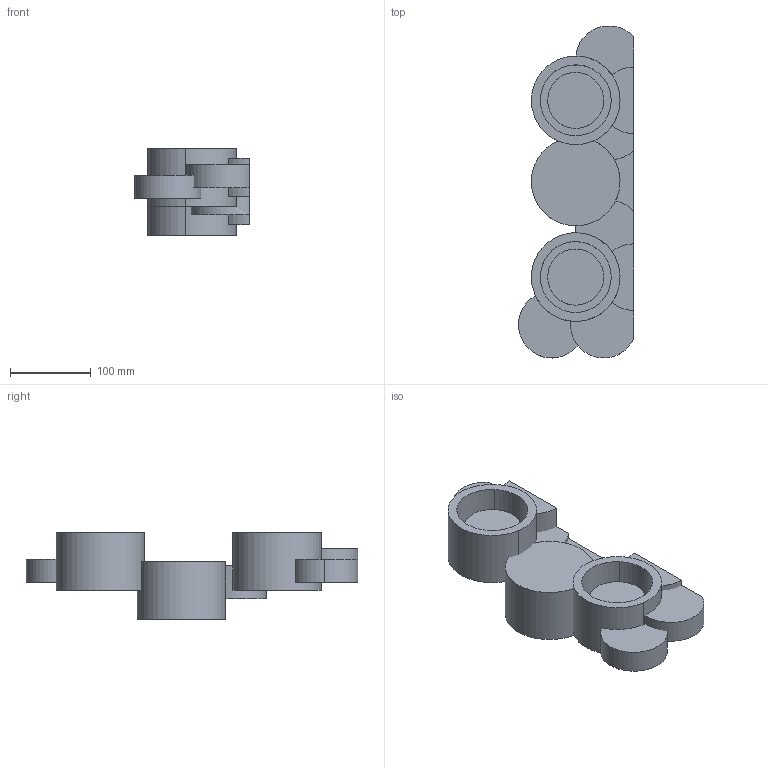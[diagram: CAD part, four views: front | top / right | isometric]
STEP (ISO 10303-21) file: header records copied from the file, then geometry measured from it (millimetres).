
FILE_DESCRIPTION(/* description */ (''),/* implementation_level */ '2;1');
FILE_NAME(/* name */ 'T322_C~1',/* time_stamp */ '2020-02-27T15:54:42+01:00',/* author */ (''),/* organization */ (''),/* preprocessor_version */ 'ST-DEVELOPER v15',/* originating_system */ '',/* authorisation */ '');
FILE_SCHEMA (('AUTOMOTIVE_DESIGN'));
Length unit declared in the file: centimetre
Products named in the file (1): Document
Bounding box: 142.72 x 411.87 x 107.72 mm (x, y, z)
Volume: 1274029.2 mm3; surface area: 290193.3 mm2
Topology: 6 solids, 14 shells, 65 faces, 155 edges, 106 vertices
Faces by surface type: bspline 34, plane 31
Entity records: 1902 total; most frequent: CARTESIAN_POINT 988, ORIENTED_EDGE 242, EDGE_CURVE 154, VERTEX_POINT 104, EDGE_LOOP 68, ADVANCED_FACE 65, FACE_OUTER_BOUND 65, DIRECTION 39
